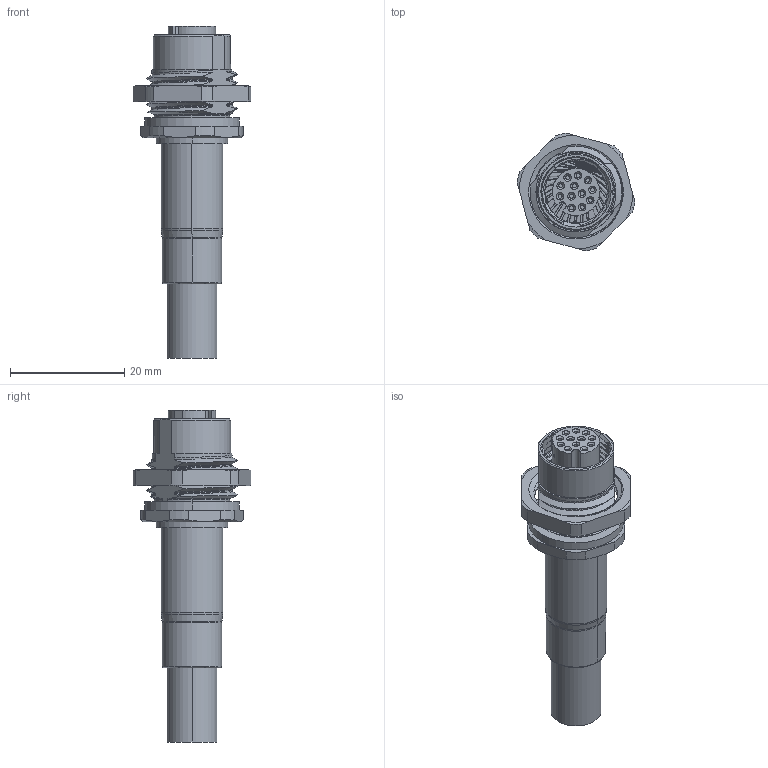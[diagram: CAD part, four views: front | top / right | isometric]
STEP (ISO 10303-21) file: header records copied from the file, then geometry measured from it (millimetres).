
FILE_DESCRIPTION(/* description */ ('Alibre Inc.'),/* implementation_level */ '2;1');
FILE_NAME(/* name */ 'export-2319B885-A445-4D9D-BF49-165BDA9952EB',/* time_stamp */ '2021-02-04T16:18:24+01:00',/* author */ (''),/* organization */ (''),/* preprocessor_version */ 'ST-DEVELOPER v17',/* originating_system */ 'Alibre',/* authorisation */ '');
FILE_SCHEMA (('AUTOMOTIVE_DESIGN'));
Length unit declared in the file: millimetre
Products named in the file (3): 1442188; 415371_GEW; 1442188_ASM
Bounding box: 20.61 x 20.61 x 58.05 mm (x, y, z)
Volume: 6112.9 mm3; surface area: 4217.5 mm2
Topology: 2 solids, 2 shells, 369 faces, 982 edges, 635 vertices
Faces by surface type: cylinder 116, bspline 84, plane 82, cone 69, torus 18
Entity records: 35938 total; most frequent: CARTESIAN_POINT 28044, ORIENTED_EDGE 1962, DIRECTION 1184, EDGE_CURVE 981, VERTEX_POINT 635, AXIS2_PLACEMENT_3D 494, EDGE_LOOP 392, FACE_BOUND 392
